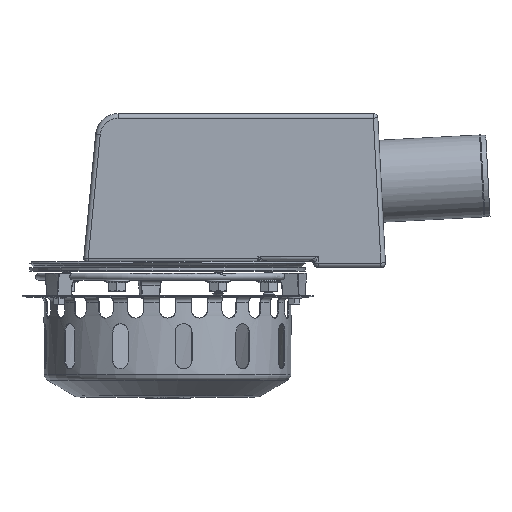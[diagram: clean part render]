
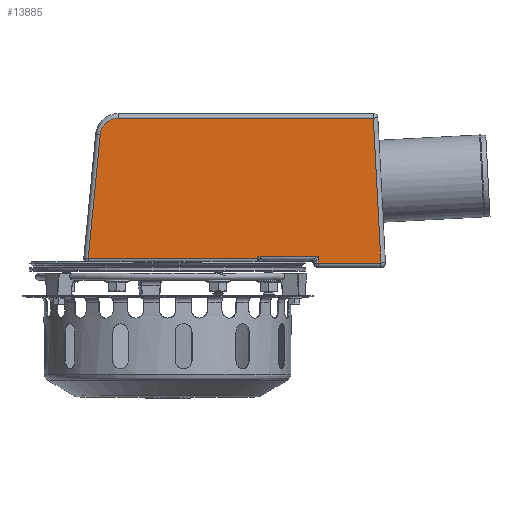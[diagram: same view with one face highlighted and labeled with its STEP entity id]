
A CAD part, top view. The second image highlights one B-rep face of the part: STEP entity #13885.
In plain terms, the highlighted planar face has unit normal (0, 0, 1).
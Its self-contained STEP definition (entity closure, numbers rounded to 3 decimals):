
#654=B_SPLINE_CURVE_WITH_KNOTS('',3,(#35896,#35897,#35898,#35899,#35900,
#35901),.UNSPECIFIED.,.F.,.F.,(4,1,1,4),(-0.324,-0.231,
-0.185,0.),.UNSPECIFIED.);
#655=B_SPLINE_CURVE_WITH_KNOTS('',3,(#35903,#35904,#35905,#35906,#35907,
#35908),.UNSPECIFIED.,.F.,.F.,(4,2,4),(-0.008,0.,1.706),
 .UNSPECIFIED.);
#1066=PLANE('',#17342);
#2461=FACE_OUTER_BOUND('',#3497,.T.);
#3497=EDGE_LOOP('',(#12623,#12624,#12625,#12626,#12627,#12628,#12629,#12630,
#12631,#12632));
#4392=CIRCLE('',#17341,16.);
#5805=VERTEX_POINT('',#35882);
#5808=VERTEX_POINT('',#35887);
#5809=VERTEX_POINT('',#35891);
#5810=VERTEX_POINT('',#35893);
#5811=VERTEX_POINT('',#35895);
#5812=VERTEX_POINT('',#35902);
#5813=VERTEX_POINT('',#35909);
#5814=VERTEX_POINT('',#35911);
#5815=VERTEX_POINT('',#35913);
#5816=VERTEX_POINT('',#35915);
#8089=EDGE_CURVE('',#5808,#5805,#4392,.T.);
#8090=EDGE_CURVE('',#5809,#5808,#14780,.T.);
#8091=EDGE_CURVE('',#5810,#5809,#14781,.T.);
#8092=EDGE_CURVE('',#5811,#5810,#654,.T.);
#8093=EDGE_CURVE('',#5812,#5811,#655,.T.);
#8094=EDGE_CURVE('',#5813,#5812,#14782,.T.);
#8095=EDGE_CURVE('',#5814,#5813,#14783,.T.);
#8096=EDGE_CURVE('',#5815,#5814,#14784,.T.);
#8097=EDGE_CURVE('',#5816,#5815,#14785,.T.);
#8098=EDGE_CURVE('',#5805,#5816,#14786,.T.);
#12623=ORIENTED_EDGE('',*,*,#8089,.F.);
#12624=ORIENTED_EDGE('',*,*,#8090,.F.);
#12625=ORIENTED_EDGE('',*,*,#8091,.F.);
#12626=ORIENTED_EDGE('',*,*,#8092,.F.);
#12627=ORIENTED_EDGE('',*,*,#8093,.F.);
#12628=ORIENTED_EDGE('',*,*,#8094,.F.);
#12629=ORIENTED_EDGE('',*,*,#8095,.F.);
#12630=ORIENTED_EDGE('',*,*,#8096,.F.);
#12631=ORIENTED_EDGE('',*,*,#8097,.F.);
#12632=ORIENTED_EDGE('',*,*,#8098,.F.);
#13885=ADVANCED_FACE('',(#2461),#1066,.T.);
#14780=LINE('',#35892,#15610);
#14781=LINE('',#35894,#15611);
#14782=LINE('',#35910,#15612);
#14783=LINE('',#35912,#15613);
#14784=LINE('',#35914,#15614);
#14785=LINE('',#35916,#15615);
#14786=LINE('',#35917,#15616);
#15610=VECTOR('',#21596,1.);
#15611=VECTOR('',#21597,1.);
#15612=VECTOR('',#21598,4.);
#15613=VECTOR('',#21599,1.);
#15614=VECTOR('',#21600,1.);
#15615=VECTOR('',#21601,1.);
#15616=VECTOR('',#21602,1.);
#17341=AXIS2_PLACEMENT_3D('',#35889,#21592,#21593);
#17342=AXIS2_PLACEMENT_3D('',#35890,#21594,#21595);
#21592=DIRECTION('center_axis',(0.,0.,
-1.));
#21593=DIRECTION('ref_axis',(-0.815,0.58,0.));
#21594=DIRECTION('center_axis',(0.,0.,
1.));
#21595=DIRECTION('ref_axis',(0.,-1.,0.));
#21596=DIRECTION('',(0.096,0.995,0.));
#21597=DIRECTION('',(-1.,0.,0.));
#21598=DIRECTION('',(-1.,0.,0.));
#21599=DIRECTION('',(0.,1.,0.));
#21600=DIRECTION('',(-1.,0.,0.));
#21601=DIRECTION('',(0.052,-0.999,0.));
#21602=DIRECTION('',(1.,0.,0.));
#35882=CARTESIAN_POINT('',(-43.968,66.,75.));
#35887=CARTESIAN_POINT('',(-59.894,51.542,75.));
#35889=CARTESIAN_POINT('Origin',(-43.968,50.,75.));
#35890=CARTESIAN_POINT('Origin',(-63.351,5.693,75.));
#35891=CARTESIAN_POINT('',(-70.594,-59.,75.));
#35892=CARTESIAN_POINT('',(-67.09,-22.798,75.));
#35893=CARTESIAN_POINT('',(80.087,-59.,75.));
#35894=CARTESIAN_POINT('',(94.268,-59.,75.));
#35895=CARTESIAN_POINT('',(80.171,-58.688,75.));
#35896=CARTESIAN_POINT('Ctrl Pts',(80.171,-58.688,75.));
#35897=CARTESIAN_POINT('Ctrl Pts',(80.166,-58.718,75.));
#35898=CARTESIAN_POINT('Ctrl Pts',(80.155,-58.763,75.));
#35899=CARTESIAN_POINT('Ctrl Pts',(80.128,-58.867,75.));
#35900=CARTESIAN_POINT('Ctrl Pts',(80.105,-58.941,75.));
#35901=CARTESIAN_POINT('Ctrl Pts',(80.087,-59.,75.));
#35902=CARTESIAN_POINT('',(80.467,-57.,75.));
#35903=CARTESIAN_POINT('Ctrl Pts',(80.467,-57.,75.));
#35904=CARTESIAN_POINT('Ctrl Pts',(80.467,-57.003,75.));
#35905=CARTESIAN_POINT('Ctrl Pts',(80.466,-57.005,75.));
#35906=CARTESIAN_POINT('Ctrl Pts',(80.37,-57.568,75.));
#35907=CARTESIAN_POINT('Ctrl Pts',(80.274,-58.129,75.));
#35908=CARTESIAN_POINT('Ctrl Pts',(80.171,-58.688,75.));
#35909=CARTESIAN_POINT('',(134.,-57.,75.));
#35910=CARTESIAN_POINT('',(110.,-57.,75.));
#35911=CARTESIAN_POINT('',(134.,-63.,75.));
#35912=CARTESIAN_POINT('',(134.,-62.907,75.));
#35913=CARTESIAN_POINT('',(189.837,-63.,75.));
#35914=CARTESIAN_POINT('',(125.651,-63.,75.));
#35915=CARTESIAN_POINT('',(183.076,66.,75.));
#35916=CARTESIAN_POINT('',(184.6,36.916,75.));
#35917=CARTESIAN_POINT('',(1.485,66.,75.));
